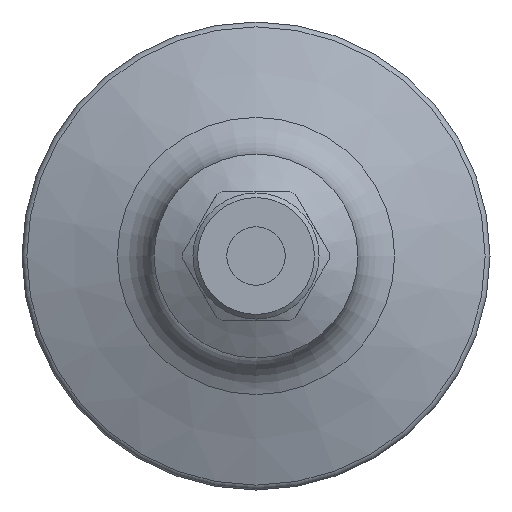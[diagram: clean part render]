
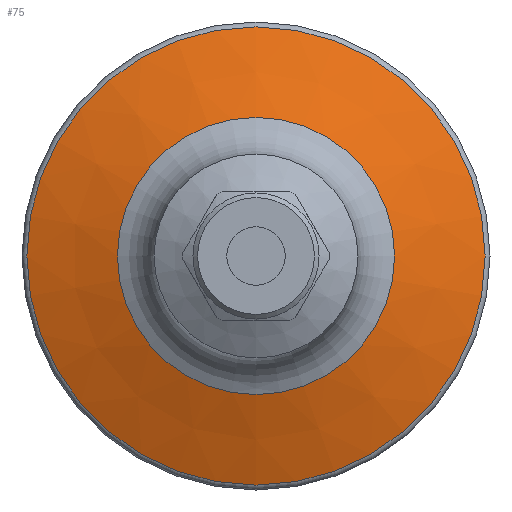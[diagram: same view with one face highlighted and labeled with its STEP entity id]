
A CAD part, front view. The second image highlights one B-rep face of the part: STEP entity #75.
In plain terms, the highlighted conical face has half-angle 70 degrees and reference radius 25.25 mm.
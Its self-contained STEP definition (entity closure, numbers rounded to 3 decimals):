
#75 = ADVANCED_FACE( '', ( #185, #186 ), #187, .T. );
#185 = FACE_OUTER_BOUND( '', #344, .T. );
#186 = FACE_BOUND( '', #345, .T. );
#187 = CONICAL_SURFACE( '', #346, 25.25, 1.222 );
#344 = EDGE_LOOP( '', ( #520 ) );
#345 = EDGE_LOOP( '', ( #521 ) );
#346 = AXIS2_PLACEMENT_3D( '', #522, #523, #524 );
#520 = ORIENTED_EDGE( '', *, *, #820, .T. );
#521 = ORIENTED_EDGE( '', *, *, #821, .F. );
#522 = CARTESIAN_POINT( '', ( 0., -4., 0. ) );
#523 = DIRECTION( '', ( 0., 1., 0. ) );
#524 = DIRECTION( '', ( 0., 0., 1. ) );
#820 = EDGE_CURVE( '', #953, #953, #954, .T. );
#821 = EDGE_CURVE( '', #955, #955, #956, .T. );
#953 = VERTEX_POINT( '', #1186 );
#954 = CIRCLE( '', #1187, 24.724 );
#955 = VERTEX_POINT( '', #1188 );
#956 = CIRCLE( '', #1189, 14.948 );
#1186 = CARTESIAN_POINT( '', ( 0., -4.192, -24.724 ) );
#1187 = AXIS2_PLACEMENT_3D( '', #1401, #1402, #1403 );
#1188 = CARTESIAN_POINT( '', ( 0., -7.75, -14.948 ) );
#1189 = AXIS2_PLACEMENT_3D( '', #1404, #1405, #1406 );
#1401 = CARTESIAN_POINT( '', ( 0., -4.192, 0. ) );
#1402 = DIRECTION( '', ( 0., -1., 0. ) );
#1403 = DIRECTION( '', ( 0., 0., -1. ) );
#1404 = CARTESIAN_POINT( '', ( 0., -7.75, 0. ) );
#1405 = DIRECTION( '', ( 0., -1., 0. ) );
#1406 = DIRECTION( '', ( 0., 0., -1. ) );
